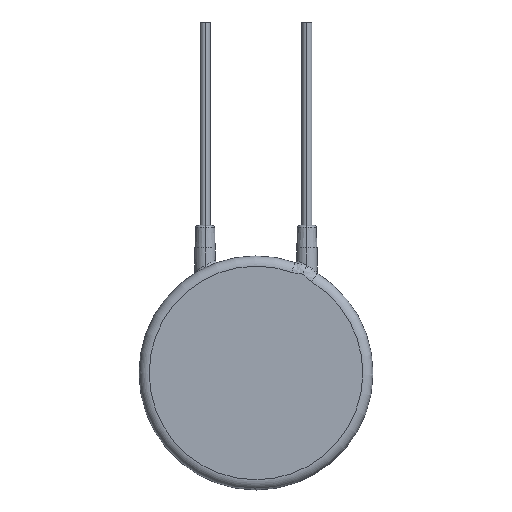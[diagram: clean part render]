
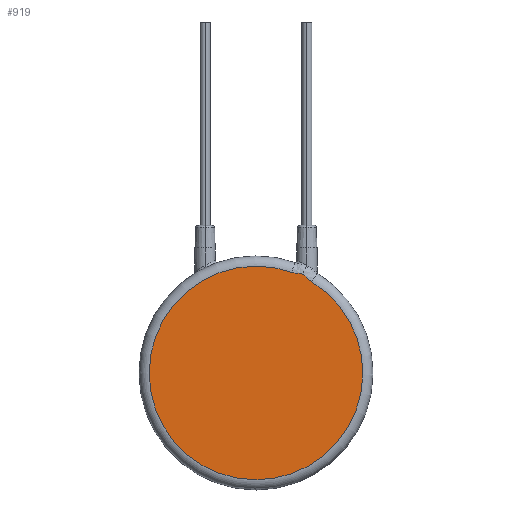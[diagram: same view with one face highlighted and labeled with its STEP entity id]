
A CAD part, top view. The second image highlights one B-rep face of the part: STEP entity #919.
In plain terms, the highlighted planar face has unit normal (0, 0, 1).
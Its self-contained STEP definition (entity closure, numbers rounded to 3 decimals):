
#64=CARTESIAN_POINT('',(0.,0.,4.));
#65=DIRECTION('',(0.,0.,1.));
#66=DIRECTION('',(0.334,0.943,0.));
#67=AXIS2_PLACEMENT_3D('',#64,#65,#66);
#188=CARTESIAN_POINT('',(4.583,9.697,4.));
#189=CARTESIAN_POINT('',(4.555,9.71,4.));
#190=CARTESIAN_POINT('',(4.5,9.732,4.));
#191=CARTESIAN_POINT('',(4.422,9.753,4.));
#192=CARTESIAN_POINT('',(4.349,9.767,4.));
#193=CARTESIAN_POINT('',(4.284,9.776,4.));
#194=CARTESIAN_POINT('',(4.217,9.782,4.));
#195=CARTESIAN_POINT('',(4.145,9.788,4.));
#196=CARTESIAN_POINT('',(4.068,9.793,4.));
#197=CARTESIAN_POINT('',(3.986,9.8,4.));
#198=CARTESIAN_POINT('',(3.904,9.808,4.));
#199=CARTESIAN_POINT('',(3.82,9.819,4.));
#200=CARTESIAN_POINT('',(3.731,9.835,4.));
#201=CARTESIAN_POINT('',(3.631,9.857,4.));
#202=CARTESIAN_POINT('',(3.551,9.882,4.));
#203=CARTESIAN_POINT('',(3.508,9.897,4.));
#205=CARTESIAN_POINT('',(5.466,8.965,4.));
#206=CARTESIAN_POINT('',(5.441,8.981,4.));
#207=CARTESIAN_POINT('',(5.39,9.013,4.));
#208=CARTESIAN_POINT('',(5.315,9.068,4.));
#209=CARTESIAN_POINT('',(5.244,9.126,4.));
#210=CARTESIAN_POINT('',(5.176,9.186,4.));
#211=CARTESIAN_POINT('',(5.112,9.247,4.));
#212=CARTESIAN_POINT('',(5.052,9.306,4.));
#213=CARTESIAN_POINT('',(4.996,9.363,4.));
#214=CARTESIAN_POINT('',(4.942,9.417,4.));
#215=CARTESIAN_POINT('',(4.887,9.472,4.));
#216=CARTESIAN_POINT('',(4.826,9.529,4.));
#217=CARTESIAN_POINT('',(4.756,9.589,4.));
#218=CARTESIAN_POINT('',(4.676,9.647,4.));
#219=CARTESIAN_POINT('',(4.616,9.681,4.));
#220=CARTESIAN_POINT('',(4.583,9.697,4.));
#621=CARTESIAN_POINT('',(5.466,8.965,4.));
#622=VERTEX_POINT('',#621);
#625=VERTEX_POINT('',#220);
#634=CARTESIAN_POINT('',(3.508,9.897,4.));
#635=VERTEX_POINT('',#634);
#908=CARTESIAN_POINT('',(0.,0.,4.));
#909=DIRECTION('',(0.,0.,1.));
#910=DIRECTION('',(1.,0.,0.));
#911=AXIS2_PLACEMENT_3D('',#908,#909,#910);
#912=PLANE('',#911);
#913=ORIENTED_EDGE('',*,*,#694,.F.);
#915=ORIENTED_EDGE('',*,*,#914,.F.);
#916=ORIENTED_EDGE('',*,*,#900,.F.);
#917=EDGE_LOOP('',(#913,#915,#916));
#918=FACE_OUTER_BOUND('',#917,.F.);
#68=CIRCLE('',#67,10.5);
#204=B_SPLINE_CURVE_WITH_KNOTS('',3,(#188,#189,#190,#191,#192,#193,#194,#195,
#196,#197,#198,#199,#200,#201,#202,#203),.UNSPECIFIED.,.F.,.F.,(4,1,1,1,1,1,1,1,
1,1,1,1,1,4),(0.,0.077,0.154,0.231,
0.308,0.385,0.462,0.538,
0.615,0.692,0.769,0.846,
0.923,1.),.UNSPECIFIED.);
#221=B_SPLINE_CURVE_WITH_KNOTS('',3,(#205,#206,#207,#208,#209,#210,#211,#212,
#213,#214,#215,#216,#217,#218,#219,#220),.UNSPECIFIED.,.F.,.F.,(4,1,1,1,1,1,1,1,
1,1,1,1,1,4),(0.,0.077,0.154,0.231,
0.308,0.385,0.462,0.538,
0.615,0.692,0.769,0.846,
0.923,1.),.UNSPECIFIED.);
#694=EDGE_CURVE('',#635,#622,#68,.T.);
#900=EDGE_CURVE('',#622,#625,#221,.T.);
#914=EDGE_CURVE('',#625,#635,#204,.T.);
#919=ADVANCED_FACE('',(#918),#912,.T.);
